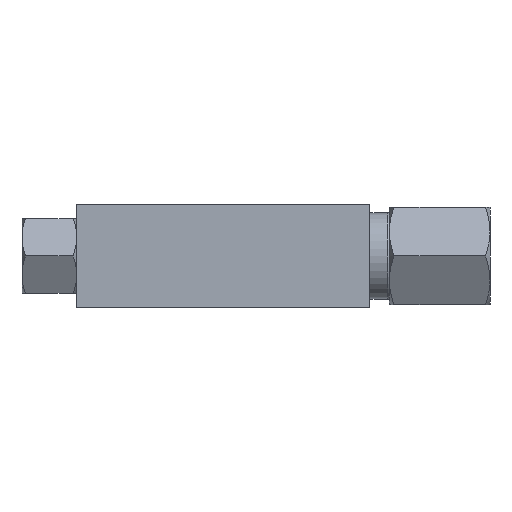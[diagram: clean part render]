
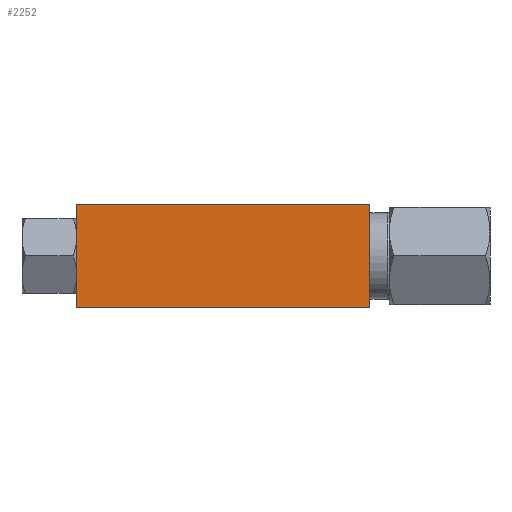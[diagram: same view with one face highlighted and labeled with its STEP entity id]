
A CAD part, front view. The second image highlights one B-rep face of the part: STEP entity #2252.
In plain terms, the highlighted planar face has unit normal (0, -1, 0).
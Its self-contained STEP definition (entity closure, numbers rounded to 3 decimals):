
#45=LINE('',#3150,#119);
#69=LINE('',#3227,#143);
#84=LINE('',#3340,#158);
#85=LINE('',#3341,#159);
#119=VECTOR('',#2582,1000.);
#143=VECTOR('',#2608,1000.);
#158=VECTOR('',#2681,1000.);
#159=VECTOR('',#2682,1000.);
#191=PLANE('',#2394);
#450=ORIENTED_EDGE('',*,*,#878,.T.);
#451=ORIENTED_EDGE('',*,*,#837,.F.);
#452=ORIENTED_EDGE('',*,*,#879,.F.);
#453=ORIENTED_EDGE('',*,*,#811,.T.);
#811=EDGE_CURVE('',#1020,#1019,#45,.T.);
#837=EDGE_CURVE('',#1045,#1046,#69,.T.);
#878=EDGE_CURVE('',#1019,#1046,#84,.T.);
#879=EDGE_CURVE('',#1020,#1045,#85,.T.);
#1019=VERTEX_POINT('',#3149);
#1020=VERTEX_POINT('',#3151);
#1045=VERTEX_POINT('',#3226);
#1046=VERTEX_POINT('',#3228);
#1241=EDGE_LOOP('',(#450,#451,#452,#453));
#1367=FACE_BOUND('',#1241,.T.);
#2252=ADVANCED_FACE('',(#1367),#191,.F.);
#2394=AXIS2_PLACEMENT_3D('',#3339,#2679,#2680);
#2582=DIRECTION('',(-1.,0.,0.));
#2608=DIRECTION('',(-1.,0.,0.));
#2679=DIRECTION('',(0.,1.,0.));
#2680=DIRECTION('',(0.,0.,1.));
#2681=DIRECTION('',(0.,0.,-1.));
#2682=DIRECTION('',(0.,0.,-1.));
#3149=CARTESIAN_POINT('',(-25.5,0.,9.));
#3150=CARTESIAN_POINT('',(25.5,0.,9.));
#3151=CARTESIAN_POINT('',(25.5,0.,9.));
#3226=CARTESIAN_POINT('',(25.5,0.,-9.));
#3227=CARTESIAN_POINT('',(25.5,0.,-9.));
#3228=CARTESIAN_POINT('',(-25.5,0.,-9.));
#3339=CARTESIAN_POINT('',(25.5,0.,9.));
#3340=CARTESIAN_POINT('',(-25.5,0.,9.));
#3341=CARTESIAN_POINT('',(25.5,0.,9.));
